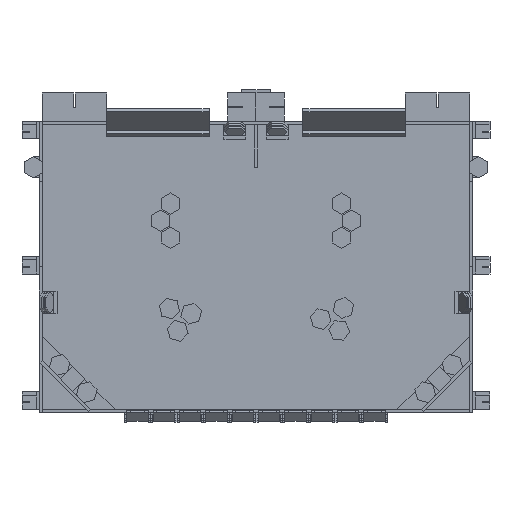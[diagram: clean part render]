
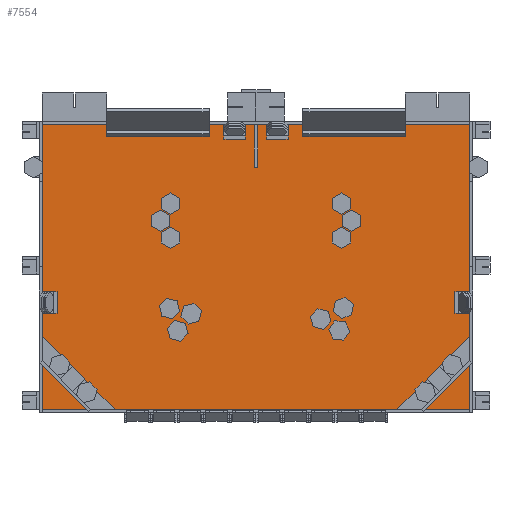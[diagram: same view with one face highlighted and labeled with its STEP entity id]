
A CAD part, top view. The second image highlights one B-rep face of the part: STEP entity #7554.
In plain terms, the highlighted face is planar.
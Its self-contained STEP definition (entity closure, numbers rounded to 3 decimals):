
#1377=FACE_OUTER_BOUND('',#1797,.T.);
#1797=EDGE_LOOP('',(#5425,#5426,#5427,#5428));
#2233=LINE('',#11797,#3065);
#2236=LINE('',#11803,#3068);
#2239=LINE('',#11809,#3071);
#2242=LINE('',#11813,#3074);
#3065=VECTOR('',#9321,10.);
#3068=VECTOR('',#9326,10.);
#3071=VECTOR('',#9331,10.);
#3074=VECTOR('',#9336,10.);
#3889=VERTEX_POINT('',#11794);
#3890=VERTEX_POINT('',#11796);
#3892=VERTEX_POINT('',#11802);
#3894=VERTEX_POINT('',#11808);
#4493=EDGE_CURVE('',#3890,#3889,#2233,.T.);
#4496=EDGE_CURVE('',#3892,#3890,#2236,.T.);
#4499=EDGE_CURVE('',#3894,#3892,#2239,.T.);
#4502=EDGE_CURVE('',#3889,#3894,#2242,.T.);
#5425=ORIENTED_EDGE('',*,*,#4502,.T.);
#5426=ORIENTED_EDGE('',*,*,#4499,.T.);
#5427=ORIENTED_EDGE('',*,*,#4496,.T.);
#5428=ORIENTED_EDGE('',*,*,#4493,.T.);
#7165=PLANE('',#8459);
#7554=ADVANCED_FACE('',(#1377),#7165,.T.);
#8459=AXIS2_PLACEMENT_3D('',#11814,#9337,#9338);
#9321=DIRECTION('',(0.,0.,1.));
#9326=DIRECTION('',(-1.,0.,0.));
#9331=DIRECTION('',(0.,0.,-1.));
#9336=DIRECTION('',(1.,0.,0.));
#9337=DIRECTION('center_axis',(0.,1.,0.));
#9338=DIRECTION('ref_axis',(0.,0.,1.));
#11794=CARTESIAN_POINT('',(0.,22.,2000.));
#11796=CARTESIAN_POINT('',(0.,22.,0.));
#11797=CARTESIAN_POINT('',(0.,22.,2000.));
#11802=CARTESIAN_POINT('',(3000.,22.,0.));
#11803=CARTESIAN_POINT('',(0.,22.,0.));
#11808=CARTESIAN_POINT('',(3000.,22.,2000.));
#11809=CARTESIAN_POINT('',(3000.,22.,0.));
#11813=CARTESIAN_POINT('',(3000.,22.,2000.));
#11814=CARTESIAN_POINT('Origin',(1500.,22.,1000.));
